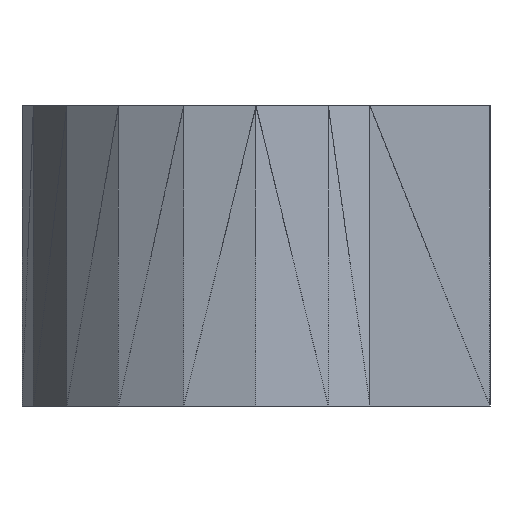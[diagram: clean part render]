
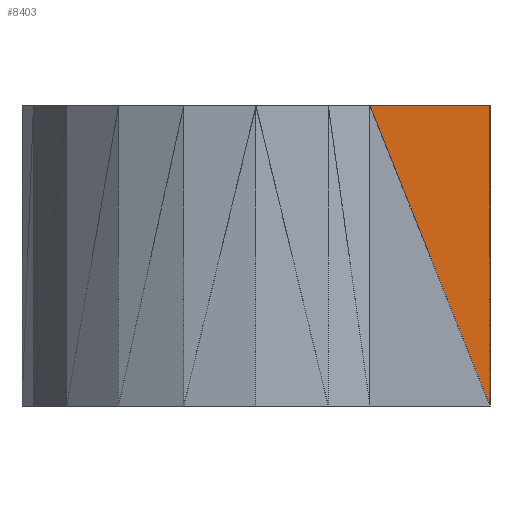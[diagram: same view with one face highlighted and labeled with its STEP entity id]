
A CAD part, left-side view. The second image highlights one B-rep face of the part: STEP entity #8403.
In plain terms, the highlighted planar face has unit normal (-1, 0, 0).
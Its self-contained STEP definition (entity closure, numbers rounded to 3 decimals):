
#306=CARTESIAN_POINT('',(-26.15,-3.8,10.));
#307=VERTEX_POINT('',#306);
#308=CARTESIAN_POINT('',(-26.15,-7.8,0.));
#309=VERTEX_POINT('',#308);
#310=CARTESIAN_POINT('',(-26.15,-7.8,10.));
#311=VERTEX_POINT('',#310);
#8048=CARTESIAN_POINT('',(-26.15,-7.8,0.));
#8215=CARTESIAN_POINT('',(-26.15,-7.8,10.));
#8376=DIRECTION('',(0.0,1.0,0.0));
#8377=DIRECTION('',(0.0,-0.371,-0.928));
#8378=DIRECTION('',(0.0,0.0,1.0));
#8379=VECTOR('',#8376,1.);
#8380=VECTOR('',#8377,1.);
#8381=VECTOR('',#8378,1.);
#8385=LINE('',#8215,#8379);
#8386=LINE('',#306,#8380);
#8387=LINE('',#8048,#8381);
#8391=EDGE_CURVE('',#311,#307,#8385,.T.);
#8392=EDGE_CURVE('',#307,#309,#8386,.T.);
#8393=EDGE_CURVE('',#309,#311,#8387,.T.);
#8394=ORIENTED_EDGE('',*,*,#8391,.T.);
#8395=ORIENTED_EDGE('',*,*,#8392,.T.);
#8396=ORIENTED_EDGE('',*,*,#8393,.T.);
#8397=EDGE_LOOP('',(#8394,#8395,#8396));
#8398=FACE_BOUND('',#8397,.T.);
#8399=CARTESIAN_POINT('',(-26.15,-7.8,10.));
#8400=DIRECTION('',(-1.0,0.0,0.0));
#8401=AXIS2_PLACEMENT_3D('',#8399,#8400,$);
#8402=PLANE('',#8401);
#8403=ADVANCED_FACE('',(#8398),#8402,.T.);
